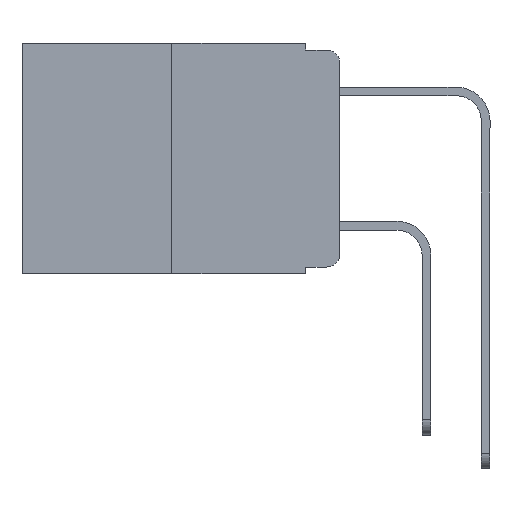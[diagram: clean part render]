
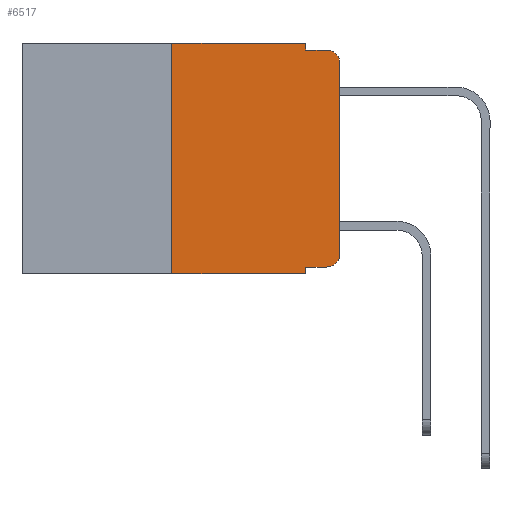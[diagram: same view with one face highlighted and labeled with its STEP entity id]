
A CAD part, left-side view. The second image highlights one B-rep face of the part: STEP entity #6517.
In plain terms, the highlighted planar face has unit normal (-1, 0, 0).
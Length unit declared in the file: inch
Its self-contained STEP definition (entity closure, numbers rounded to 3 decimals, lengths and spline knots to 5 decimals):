
#100 = ORIENTED_EDGE ( 'NONE', *, *, #5225, .F. ) ;
#273 = CARTESIAN_POINT ( 'NONE',  ( 0., 0., -0.03 ) ) ;
#380 = DIRECTION ( 'NONE',  ( 0., -1., 0. ) ) ;
#437 = EDGE_CURVE ( 'NONE', #2227, #1822, #9371, .T. ) ;
#487 = ORIENTED_EDGE ( 'NONE', *, *, #4015, .T. ) ;
#1097 = EDGE_LOOP ( 'NONE', ( #3209, #2705, #2815, #100, #9334, #4126, #487, #2382, #1223, #4203 ) ) ;
#1122 = EDGE_CURVE ( 'NONE', #8138, #5544, #8203, .T. ) ;
#1223 = ORIENTED_EDGE ( 'NONE', *, *, #11675, .T. ) ;
#1268 = DIRECTION ( 'NONE',  ( 0., -1., 0. ) ) ;
#1382 = CARTESIAN_POINT ( 'NONE',  ( 0., 0.051, -0.01 ) ) ;
#1519 = VECTOR ( 'NONE', #2673, 39.37008 ) ;
#1594 = LINE ( 'NONE', #11199, #3854 ) ;
#1717 = VERTEX_POINT ( 'NONE', #8147 ) ;
#1817 = LINE ( 'NONE', #4573, #6483 ) ;
#1822 = VERTEX_POINT ( 'NONE', #6337 ) ;
#1834 = CIRCLE ( 'NONE', #3402, 0.02 ) ;
#2072 = CARTESIAN_POINT ( 'NONE',  ( 0., 0.25, -0.343 ) ) ;
#2227 = VERTEX_POINT ( 'NONE', #2072 ) ;
#2382 = ORIENTED_EDGE ( 'NONE', *, *, #5210, .F. ) ;
#2460 = AXIS2_PLACEMENT_3D ( 'NONE', #7307, #5556, #11489 ) ;
#2673 = DIRECTION ( 'NONE',  ( 0., 0., -1. ) ) ;
#2705 = ORIENTED_EDGE ( 'NONE', *, *, #9941, .T. ) ;
#2786 = DIRECTION ( 'NONE',  ( 0., 0., -1. ) ) ;
#2815 = ORIENTED_EDGE ( 'NONE', *, *, #8230, .F. ) ;
#3025 = VECTOR ( 'NONE', #11637, 39.37008 ) ;
#3036 = VERTEX_POINT ( 'NONE', #273 ) ;
#3209 = ORIENTED_EDGE ( 'NONE', *, *, #7308, .T. ) ;
#3260 = DIRECTION ( 'NONE',  ( -1., 0., 0. ) ) ;
#3324 = LINE ( 'NONE', #6587, #3025 ) ;
#3402 = AXIS2_PLACEMENT_3D ( 'NONE', #8581, #3260, #9436 ) ;
#3558 = AXIS2_PLACEMENT_3D ( 'NONE', #9611, #11114, #2786 ) ;
#3634 = VERTEX_POINT ( 'NONE', #1382 ) ;
#3643 = CARTESIAN_POINT ( 'NONE',  ( 0., 0., 0. ) ) ;
#3854 = VECTOR ( 'NONE', #380, 39.37008 ) ;
#4015 = EDGE_CURVE ( 'NONE', #2227, #9188, #9450, .T. ) ;
#4077 = LINE ( 'NONE', #5432, #1519 ) ;
#4126 = ORIENTED_EDGE ( 'NONE', *, *, #437, .F. ) ;
#4203 = ORIENTED_EDGE ( 'NONE', *, *, #1122, .T. ) ;
#4512 = VECTOR ( 'NONE', #7011, 39.37008 ) ;
#4573 = CARTESIAN_POINT ( 'NONE',  ( 0., 0.051, 0. ) ) ;
#4618 = DIRECTION ( 'NONE',  ( 0., 0., 1. ) ) ;
#4802 = LINE ( 'NONE', #6108, #4512 ) ;
#5044 = VECTOR ( 'NONE', #7894, 39.37008 ) ;
#5210 = EDGE_CURVE ( 'NONE', #1717, #9188, #1817, .T. ) ;
#5225 = EDGE_CURVE ( 'NONE', #11619, #3634, #4077, .T. ) ;
#5432 = CARTESIAN_POINT ( 'NONE',  ( 0., 0.051, 0. ) ) ;
#5482 = DIRECTION ( 'NONE',  ( 0., 0., -1. ) ) ;
#5544 = VERTEX_POINT ( 'NONE', #11020 ) ;
#5556 = DIRECTION ( 'NONE',  ( 1., 0., 0. ) ) ;
#6108 = CARTESIAN_POINT ( 'NONE',  ( 0., 0.051, -0.333 ) ) ;
#6337 = CARTESIAN_POINT ( 'NONE',  ( 0., 0.25, 0. ) ) ;
#6483 = VECTOR ( 'NONE', #5482, 39.37008 ) ;
#6517 = ADVANCED_FACE ( 'NONE', ( #10964 ), #10688, .F. ) ;
#6587 = CARTESIAN_POINT ( 'NONE',  ( 0., 0.473, 0. ) ) ;
#6716 = CARTESIAN_POINT ( 'NONE',  ( 0., 0.051, -0.343 ) ) ;
#7011 = DIRECTION ( 'NONE',  ( 0., -1., 0. ) ) ;
#7225 = VECTOR ( 'NONE', #1268, 39.37008 ) ;
#7307 = CARTESIAN_POINT ( 'NONE',  ( 0., 0.473, 0. ) ) ;
#7308 = EDGE_CURVE ( 'NONE', #5544, #3036, #7519, .T. ) ;
#7519 = LINE ( 'NONE', #3643, #11441 ) ;
#7894 = DIRECTION ( 'NONE',  ( 0., 0., 1. ) ) ;
#8138 = VERTEX_POINT ( 'NONE', #9399 ) ;
#8147 = CARTESIAN_POINT ( 'NONE',  ( 0., 0.051, -0.333 ) ) ;
#8203 = CIRCLE ( 'NONE', #3558, 0.02 ) ;
#8230 = EDGE_CURVE ( 'NONE', #3634, #8409, #1594, .T. ) ;
#8409 = VERTEX_POINT ( 'NONE', #11435 ) ;
#8550 = CARTESIAN_POINT ( 'NONE',  ( 0., 0.25, 0. ) ) ;
#8581 = CARTESIAN_POINT ( 'NONE',  ( 0., 0.02, -0.03 ) ) ;
#9188 = VERTEX_POINT ( 'NONE', #6716 ) ;
#9334 = ORIENTED_EDGE ( 'NONE', *, *, #11396, .F. ) ;
#9371 = LINE ( 'NONE', #8550, #5044 ) ;
#9399 = CARTESIAN_POINT ( 'NONE',  ( 0., 0.02, -0.333 ) ) ;
#9436 = DIRECTION ( 'NONE',  ( 0., 0., -1. ) ) ;
#9438 = CARTESIAN_POINT ( 'NONE',  ( 0., 0.051, 0. ) ) ;
#9450 = LINE ( 'NONE', #9660, #7225 ) ;
#9611 = CARTESIAN_POINT ( 'NONE',  ( 0., 0.02, -0.313 ) ) ;
#9660 = CARTESIAN_POINT ( 'NONE',  ( 0., 0.473, -0.343 ) ) ;
#9941 = EDGE_CURVE ( 'NONE', #3036, #8409, #1834, .T. ) ;
#10688 = PLANE ( 'NONE',  #2460 ) ;
#10964 = FACE_OUTER_BOUND ( 'NONE', #1097, .T. ) ;
#11020 = CARTESIAN_POINT ( 'NONE',  ( 0., 0., -0.313 ) ) ;
#11114 = DIRECTION ( 'NONE',  ( -1., 0., 0. ) ) ;
#11199 = CARTESIAN_POINT ( 'NONE',  ( 0., 0.051, -0.01 ) ) ;
#11396 = EDGE_CURVE ( 'NONE', #1822, #11619, #3324, .T. ) ;
#11435 = CARTESIAN_POINT ( 'NONE',  ( 0., 0.02, -0.01 ) ) ;
#11441 = VECTOR ( 'NONE', #4618, 39.37008 ) ;
#11489 = DIRECTION ( 'NONE',  ( 0., 0., -1. ) ) ;
#11619 = VERTEX_POINT ( 'NONE', #9438 ) ;
#11637 = DIRECTION ( 'NONE',  ( 0., -1., 0. ) ) ;
#11675 = EDGE_CURVE ( 'NONE', #1717, #8138, #4802, .T. ) ;
